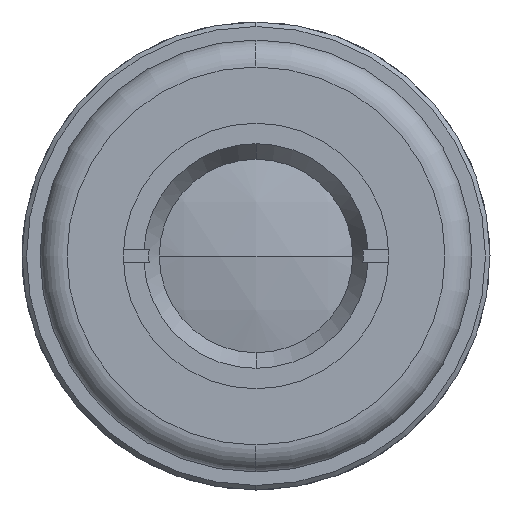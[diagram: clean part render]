
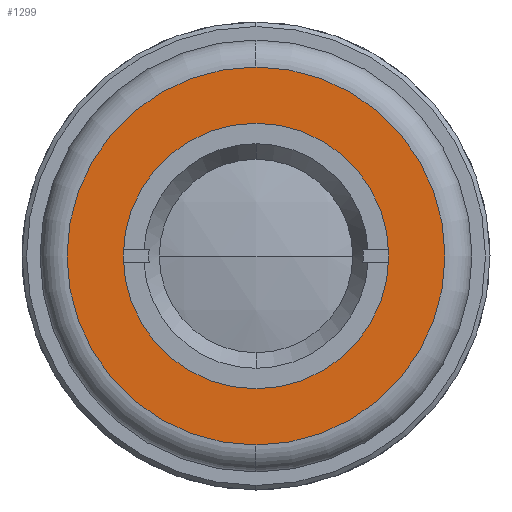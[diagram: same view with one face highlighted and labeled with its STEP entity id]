
A CAD part, left-side view. The second image highlights one B-rep face of the part: STEP entity #1299.
In plain terms, the highlighted planar face has unit normal (-1, 0, 0).
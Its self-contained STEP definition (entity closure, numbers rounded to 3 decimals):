
#10 = CIRCLE ( 'NONE', #1532, 21. ) ;
#45 = EDGE_LOOP ( 'NONE', ( #750, #140 ) ) ;
#82 = CARTESIAN_POINT ( 'NONE',  ( -33.9, 0., 0. ) ) ;
#86 = EDGE_CURVE ( 'NONE', #674, #229, #856, .T. ) ;
#140 = ORIENTED_EDGE ( 'NONE', *, *, #2759, .F. ) ;
#229 = VERTEX_POINT ( 'NONE', #932 ) ;
#262 = CIRCLE ( 'NONE', #2717, 14.75 ) ;
#288 = DIRECTION ( 'NONE',  ( -1., 0., 0. ) ) ;
#304 = CARTESIAN_POINT ( 'NONE',  ( -33.9, 0., 0. ) ) ;
#325 = VERTEX_POINT ( 'NONE', #1888 ) ;
#400 = PLANE ( 'NONE',  #1817 ) ;
#479 = DIRECTION ( 'NONE',  ( 0., 0., 1. ) ) ;
#485 = DIRECTION ( 'NONE',  ( 0., 0., -1. ) ) ;
#495 = DIRECTION ( 'NONE',  ( -1., 0., 0. ) ) ;
#506 = CARTESIAN_POINT ( 'NONE',  ( -33.9, 0., 0. ) ) ;
#523 = EDGE_CURVE ( 'NONE', #229, #674, #10, .T. ) ;
#647 = EDGE_LOOP ( 'NONE', ( #2027, #2349 ) ) ;
#674 = VERTEX_POINT ( 'NONE', #1484 ) ;
#750 = ORIENTED_EDGE ( 'NONE', *, *, #2831, .F. ) ;
#856 = CIRCLE ( 'NONE', #2504, 21. ) ;
#879 = CIRCLE ( 'NONE', #2113, 14.75 ) ;
#932 = CARTESIAN_POINT ( 'NONE',  ( -33.9, 0., -21. ) ) ;
#1242 = VERTEX_POINT ( 'NONE', #2578 ) ;
#1290 = DIRECTION ( 'NONE',  ( 1., 0., 0. ) ) ;
#1299 = ADVANCED_FACE ( 'NONE', ( #2418, #1976 ), #400, .F. ) ;
#1321 = CARTESIAN_POINT ( 'NONE',  ( -33.9, 24., 0. ) ) ;
#1457 = DIRECTION ( 'NONE',  ( 0., 0., 1. ) ) ;
#1484 = CARTESIAN_POINT ( 'NONE',  ( -33.9, 0., 21. ) ) ;
#1532 = AXIS2_PLACEMENT_3D ( 'NONE', #506, #2305, #485 ) ;
#1566 = DIRECTION ( 'NONE',  ( 0., 0., -1. ) ) ;
#1817 = AXIS2_PLACEMENT_3D ( 'NONE', #1321, #1290, #1566 ) ;
#1888 = CARTESIAN_POINT ( 'NONE',  ( -33.9, 0., -14.75 ) ) ;
#1976 = FACE_BOUND ( 'NONE', #45, .T. ) ;
#2027 = ORIENTED_EDGE ( 'NONE', *, *, #523, .T. ) ;
#2113 = AXIS2_PLACEMENT_3D ( 'NONE', #82, #288, #479 ) ;
#2143 = CARTESIAN_POINT ( 'NONE',  ( -33.9, 0., 0. ) ) ;
#2167 = DIRECTION ( 'NONE',  ( 0., 0., -1. ) ) ;
#2305 = DIRECTION ( 'NONE',  ( -1., 0., 0. ) ) ;
#2349 = ORIENTED_EDGE ( 'NONE', *, *, #86, .T. ) ;
#2418 = FACE_OUTER_BOUND ( 'NONE', #647, .T. ) ;
#2504 = AXIS2_PLACEMENT_3D ( 'NONE', #2143, #2838, #2167 ) ;
#2578 = CARTESIAN_POINT ( 'NONE',  ( -33.9, 0., 14.75 ) ) ;
#2717 = AXIS2_PLACEMENT_3D ( 'NONE', #304, #495, #1457 ) ;
#2759 = EDGE_CURVE ( 'NONE', #325, #1242, #879, .T. ) ;
#2831 = EDGE_CURVE ( 'NONE', #1242, #325, #262, .T. ) ;
#2838 = DIRECTION ( 'NONE',  ( -1., 0., 0. ) ) ;
